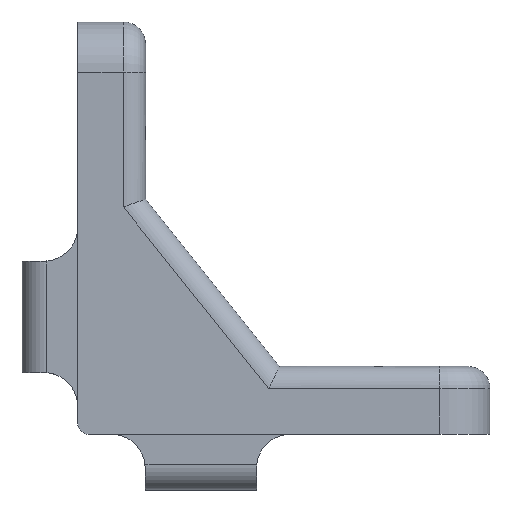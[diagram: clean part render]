
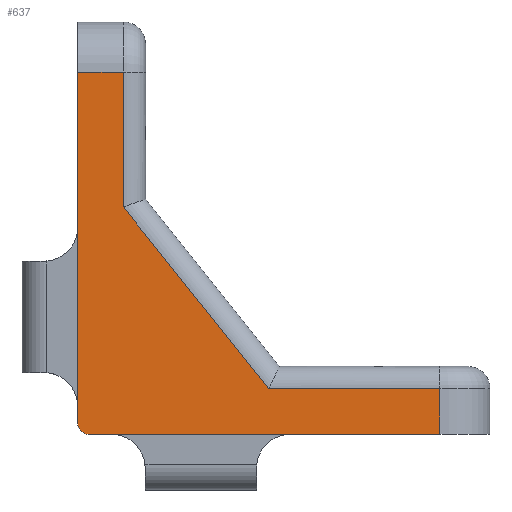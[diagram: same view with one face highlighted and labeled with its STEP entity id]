
A CAD part, top view. The second image highlights one B-rep face of the part: STEP entity #637.
In plain terms, the highlighted planar face has unit normal (0, 0, 1).
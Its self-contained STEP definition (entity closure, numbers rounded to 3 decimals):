
#28=PLANE('',#707);
#62=FACE_OUTER_BOUND('',#98,.T.);
#98=EDGE_LOOP('',(#521,#522,#523,#524,#525,#526,#527,#528));
#141=CIRCLE('',#706,1.);
#159=LINE('',#989,#205);
#162=LINE('',#1013,#208);
#165=LINE('',#1019,#211);
#167=LINE('',#1025,#213);
#184=LINE('',#1140,#230);
#185=LINE('',#1142,#231);
#186=LINE('',#1143,#232);
#205=VECTOR('',#760,10.);
#208=VECTOR('',#773,10.);
#211=VECTOR('',#780,10.);
#213=VECTOR('',#786,10.);
#230=VECTOR('',#873,10.);
#231=VECTOR('',#874,10.);
#232=VECTOR('',#875,10.);
#267=VERTEX_POINT('',#964);
#271=VERTEX_POINT('',#987);
#272=VERTEX_POINT('',#992);
#276=VERTEX_POINT('',#1012);
#279=VERTEX_POINT('',#1023);
#309=VERTEX_POINT('',#1134);
#310=VERTEX_POINT('',#1135);
#311=VERTEX_POINT('',#1141);
#334=EDGE_CURVE('',#271,#267,#159,.T.);
#341=EDGE_CURVE('',#272,#276,#162,.T.);
#345=EDGE_CURVE('',#276,#271,#165,.T.);
#348=EDGE_CURVE('',#279,#272,#167,.T.);
#389=EDGE_CURVE('',#309,#310,#141,.T.);
#392=EDGE_CURVE('',#279,#310,#184,.T.);
#393=EDGE_CURVE('',#309,#311,#185,.T.);
#394=EDGE_CURVE('',#267,#311,#186,.T.);
#521=ORIENTED_EDGE('',*,*,#341,.F.);
#522=ORIENTED_EDGE('',*,*,#348,.F.);
#523=ORIENTED_EDGE('',*,*,#392,.T.);
#524=ORIENTED_EDGE('',*,*,#389,.F.);
#525=ORIENTED_EDGE('',*,*,#393,.T.);
#526=ORIENTED_EDGE('',*,*,#394,.F.);
#527=ORIENTED_EDGE('',*,*,#334,.F.);
#528=ORIENTED_EDGE('',*,*,#345,.F.);
#637=ADVANCED_FACE('',(#62),#28,.T.);
#706=AXIS2_PLACEMENT_3D('',#1136,#867,#868);
#707=AXIS2_PLACEMENT_3D('',#1139,#871,#872);
#760=DIRECTION('',(1.,0.,0.));
#773=DIRECTION('',(0.,-1.,0.));
#780=DIRECTION('',(0.625,-0.781,0.));
#786=DIRECTION('',(1.,0.,0.));
#867=DIRECTION('center_axis',(0.,0.,-1.));
#868=DIRECTION('ref_axis',(-0.707,-0.707,0.));
#871=DIRECTION('center_axis',(0.,0.,1.));
#872=DIRECTION('ref_axis',(1.,0.,0.));
#873=DIRECTION('',(0.,-1.,0.));
#874=DIRECTION('',(1.,0.,0.));
#875=DIRECTION('',(0.,-1.,0.));
#964=CARTESIAN_POINT('',(32.5,4.1,43.));
#987=CARTESIAN_POINT('',(17.139,4.1,43.));
#989=CARTESIAN_POINT('',(27.75,4.1,43.));
#992=CARTESIAN_POINT('',(4.1,32.5,43.));
#1012=CARTESIAN_POINT('',(4.1,20.398,43.));
#1013=CARTESIAN_POINT('',(4.1,12.25,43.));
#1019=CARTESIAN_POINT('',(10.592,12.284,43.));
#1023=CARTESIAN_POINT('',(0.,32.5,43.));
#1025=CARTESIAN_POINT('',(12.25,32.5,43.));
#1134=CARTESIAN_POINT('',(1.,0.,43.));
#1135=CARTESIAN_POINT('',(0.,1.,43.));
#1136=CARTESIAN_POINT('Origin',(1.,1.,43.));
#1139=CARTESIAN_POINT('Origin',(18.5,18.5,43.));
#1140=CARTESIAN_POINT('',(0.,0.,43.));
#1141=CARTESIAN_POINT('',(32.5,0.,43.));
#1142=CARTESIAN_POINT('',(0.,0.,43.));
#1143=CARTESIAN_POINT('',(32.5,9.25,43.));
